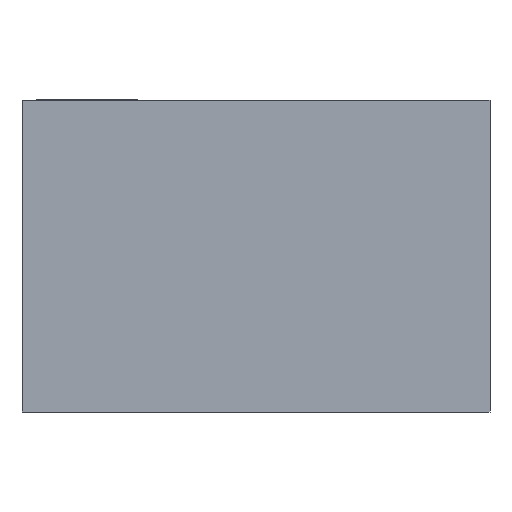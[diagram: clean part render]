
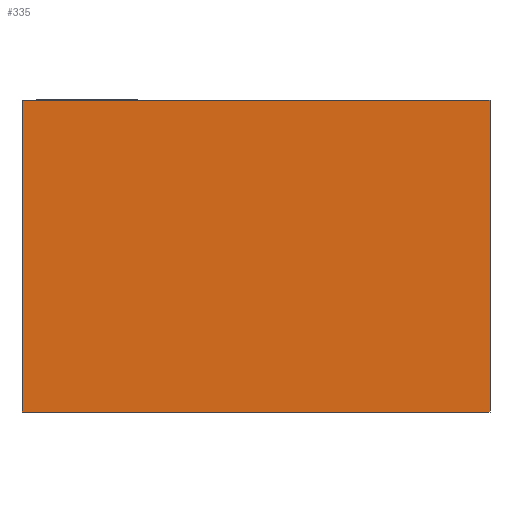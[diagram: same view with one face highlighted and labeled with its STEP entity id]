
A CAD part, left-side view. The second image highlights one B-rep face of the part: STEP entity #335.
In plain terms, the highlighted planar face has unit normal (-1, 0, 0).
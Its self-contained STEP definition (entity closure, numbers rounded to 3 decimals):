
#17 = VERTEX_POINT ( 'NONE', #180 ) ;
#30 = DIRECTION ( 'NONE',  ( 0., 0., -1. ) ) ;
#47 = VERTEX_POINT ( 'NONE', #327 ) ;
#63 = FACE_OUTER_BOUND ( 'NONE', #308, .T. ) ;
#88 = DIRECTION ( 'NONE',  ( 0., -1., 0. ) ) ;
#92 = VECTOR ( 'NONE', #289, 1000. ) ;
#95 = VERTEX_POINT ( 'NONE', #248 ) ;
#126 = PLANE ( 'NONE',  #330 ) ;
#138 = DIRECTION ( 'NONE',  ( 0., -1., 0. ) ) ;
#140 = LINE ( 'NONE', #216, #92 ) ;
#146 = ORIENTED_EDGE ( 'NONE', *, *, #246, .F. ) ;
#158 = ORIENTED_EDGE ( 'NONE', *, *, #362, .T. ) ;
#167 = DIRECTION ( 'NONE',  ( 1., 0., 0. ) ) ;
#168 = VECTOR ( 'NONE', #30, 1000. ) ;
#180 = CARTESIAN_POINT ( 'NONE',  ( 0., -31.58, 0. ) ) ;
#201 = LINE ( 'NONE', #376, #298 ) ;
#216 = CARTESIAN_POINT ( 'NONE',  ( 0., 44.62, 50.8 ) ) ;
#239 = CARTESIAN_POINT ( 'NONE',  ( 0., 44.62, 50.8 ) ) ;
#243 = VERTEX_POINT ( 'NONE', #407 ) ;
#246 = EDGE_CURVE ( 'NONE', #95, #47, #201, .T. ) ;
#248 = CARTESIAN_POINT ( 'NONE',  ( 0., 44.62, 50.8 ) ) ;
#289 = DIRECTION ( 'NONE',  ( 0., 0., -1. ) ) ;
#298 = VECTOR ( 'NONE', #88, 1000. ) ;
#304 = VECTOR ( 'NONE', #138, 1000. ) ;
#308 = EDGE_LOOP ( 'NONE', ( #158, #331, #146, #339 ) ) ;
#327 = CARTESIAN_POINT ( 'NONE',  ( 0., -31.58, 50.8 ) ) ;
#330 = AXIS2_PLACEMENT_3D ( 'NONE', #239, #167, #379 ) ;
#331 = ORIENTED_EDGE ( 'NONE', *, *, #436, .F. ) ;
#335 = ADVANCED_FACE ( 'NONE', ( #63 ), #126, .F. ) ;
#339 = ORIENTED_EDGE ( 'NONE', *, *, #366, .T. ) ;
#360 = LINE ( 'NONE', #388, #304 ) ;
#362 = EDGE_CURVE ( 'NONE', #243, #17, #360, .T. ) ;
#366 = EDGE_CURVE ( 'NONE', #95, #243, #140, .T. ) ;
#376 = CARTESIAN_POINT ( 'NONE',  ( 0., 44.62, 50.8 ) ) ;
#379 = DIRECTION ( 'NONE',  ( 0., 0., -1. ) ) ;
#384 = CARTESIAN_POINT ( 'NONE',  ( 0., -31.58, 50.8 ) ) ;
#388 = CARTESIAN_POINT ( 'NONE',  ( 0., 44.62, 0. ) ) ;
#407 = CARTESIAN_POINT ( 'NONE',  ( 0., 44.62, 0. ) ) ;
#431 = LINE ( 'NONE', #384, #168 ) ;
#436 = EDGE_CURVE ( 'NONE', #47, #17, #431, .T. ) ;
